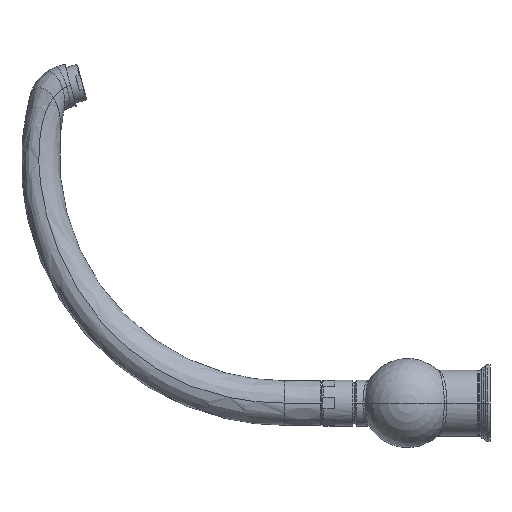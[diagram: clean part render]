
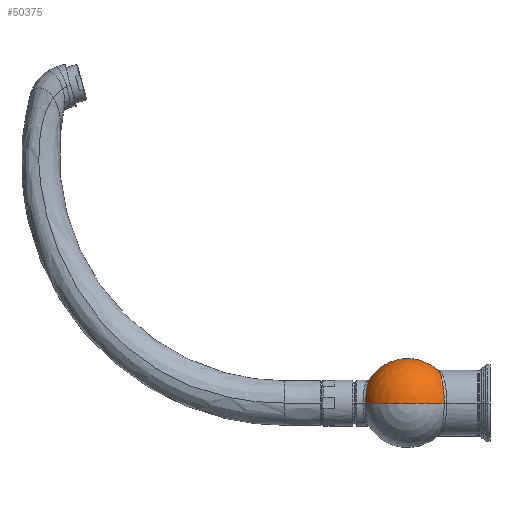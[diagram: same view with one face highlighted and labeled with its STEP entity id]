
A CAD part, left-side view. The second image highlights one B-rep face of the part: STEP entity #50375.
In plain terms, the highlighted spherical face has radius 29 mm.
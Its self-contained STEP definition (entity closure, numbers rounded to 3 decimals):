
#16108=CARTESIAN_POINT('',(-16.29,27.113,
0.));
#16160=CARTESIAN_POINT('',(-16.29,27.113,
0.));
#16161=CARTESIAN_POINT('',(-16.29,27.113,
0.356));
#16162=CARTESIAN_POINT('',(-16.266,27.108,
1.068));
#16163=CARTESIAN_POINT('',(-16.158,27.085,
2.141));
#16164=CARTESIAN_POINT('',(-15.976,27.048,
3.208));
#16165=CARTESIAN_POINT('',(-15.721,26.995,
4.263));
#16166=CARTESIAN_POINT('',(-15.394,26.927,
5.3));
#16167=CARTESIAN_POINT('',(-14.998,26.844,
6.311));
#16168=CARTESIAN_POINT('',(-14.532,26.747,
7.295));
#16169=CARTESIAN_POINT('',(-13.996,26.634,
8.252));
#16170=CARTESIAN_POINT('',(-13.392,26.506,
9.176));
#16171=CARTESIAN_POINT('',(-12.721,26.364,
10.059));
#16172=CARTESIAN_POINT('',(-11.988,26.207,
10.896));
#16173=CARTESIAN_POINT('',(-11.197,26.037,
11.682));
#16174=CARTESIAN_POINT('',(-10.351,25.854,
12.411));
#16175=CARTESIAN_POINT('',(-9.455,25.659,
13.081));
#16176=CARTESIAN_POINT('',(-8.512,25.452,
13.686));
#16177=CARTESIAN_POINT('',(-7.527,25.234,
14.225));
#16178=CARTESIAN_POINT('',(-6.846,25.082,
14.537));
#16179=CARTESIAN_POINT('',(-6.5,25.004,
14.681));
#16181=CARTESIAN_POINT('',(-6.5,0.,0.));
#16182=DIRECTION('',(1.,0.,0.));
#16183=DIRECTION('',(0.,0.862,0.506));
#16184=AXIS2_PLACEMENT_3D('',#16181,#16182,#16183);
#16186=CARTESIAN_POINT('',(-6.5,-19.87,
21.117));
#16187=CARTESIAN_POINT('',(-6.958,-20.,
20.984));
#16188=CARTESIAN_POINT('',(-7.865,-20.253,
20.689));
#16189=CARTESIAN_POINT('',(-9.191,-20.618,
20.161));
#16190=CARTESIAN_POINT('',(-10.478,-20.965,
19.548));
#16191=CARTESIAN_POINT('',(-11.719,-21.294,
18.856));
#16192=CARTESIAN_POINT('',(-12.909,-21.606,
18.087));
#16193=CARTESIAN_POINT('',(-14.045,-21.899,
17.246));
#16194=CARTESIAN_POINT('',(-15.124,-22.173,
16.333));
#16195=CARTESIAN_POINT('',(-16.143,-22.43,
15.352));
#16196=CARTESIAN_POINT('',(-17.092,-22.666,
14.314));
#16197=CARTESIAN_POINT('',(-17.96,-22.88,
13.233));
#16198=CARTESIAN_POINT('',(-18.745,-23.072,
12.119));
#16199=CARTESIAN_POINT('',(-19.445,-23.241,
10.986));
#16200=CARTESIAN_POINT('',(-20.061,-23.39,
9.837));
#16201=CARTESIAN_POINT('',(-20.603,-23.519,
8.67));
#16202=CARTESIAN_POINT('',(-21.072,-23.631,
7.482));
#16203=CARTESIAN_POINT('',(-21.469,-23.725,
6.274));
#16204=CARTESIAN_POINT('',(-21.796,-23.802,
5.048));
#16205=CARTESIAN_POINT('',(-22.052,-23.862,
3.803));
#16206=CARTESIAN_POINT('',(-22.236,-23.906,
2.54));
#16207=CARTESIAN_POINT('',(-22.347,-23.932,
1.268));
#16208=CARTESIAN_POINT('',(-22.371,-23.937,
0.423));
#16209=CARTESIAN_POINT('',(-22.371,-23.937,
0.));
#16211=CARTESIAN_POINT('',(-6.,0.,0.));
#16212=DIRECTION('',(0.,0.,-1.));
#16213=DIRECTION('',(-0.565,-0.825,0.));
#16214=AXIS2_PLACEMENT_3D('',#16211,#16212,#16213);
#16216=CARTESIAN_POINT('',(-6.,0.,0.));
#16217=DIRECTION('',(0.,0.,1.));
#16218=DIRECTION('',(-0.355,0.935,0.));
#16219=AXIS2_PLACEMENT_3D('',#16216,#16217,#16218);
#19917=VERTEX_POINT('',#16108);
#19919=VERTEX_POINT('',#16179);
#19921=VERTEX_POINT('',#16186);
#19922=VERTEX_POINT('',#16209);
#19929=CARTESIAN_POINT('',(-35.,0.,0.));
#19930=VERTEX_POINT('',#19929);
#50362=CARTESIAN_POINT('',(-6.,0.,0.));
#50363=DIRECTION('',(-1.,0.,0.));
#50364=DIRECTION('',(0.,1.,0.));
#50365=AXIS2_PLACEMENT_3D('',#50362,#50363,#50364);
#50366=SPHERICAL_SURFACE('',#50365,29.);
#50367=ORIENTED_EDGE('',*,*,#50346,.T.);
#50368=ORIENTED_EDGE('',*,*,#49766,.T.);
#50370=ORIENTED_EDGE('',*,*,#50369,.T.);
#50371=ORIENTED_EDGE('',*,*,#50047,.T.);
#50372=ORIENTED_EDGE('',*,*,#50045,.F.);
#50373=EDGE_LOOP('',(#50367,#50368,#50370,#50371,#50372));
#50374=FACE_OUTER_BOUND('',#50373,.F.);
#50375=ADVANCED_FACE('',(#50374),#50366,.T.);
#16180=B_SPLINE_CURVE_WITH_KNOTS('',3,(#16160,#16161,#16162,#16163,#16164,
#16165,#16166,#16167,#16168,#16169,#16170,#16171,#16172,#16173,#16174,#16175,
#16176,#16177,#16178,#16179),.UNSPECIFIED.,.F.,.F.,(4,1,1,1,1,1,1,1,1,1,1,1,1,1,
1,1,1,4),(0.,0.059,0.118,0.176,
0.235,0.294,0.353,0.412,
0.471,0.529,0.588,0.647,
0.706,0.765,0.824,0.882,
0.941,1.),.UNSPECIFIED.);
#16185=CIRCLE('',#16184,28.996);
#16210=B_SPLINE_CURVE_WITH_KNOTS('',3,(#16186,#16187,#16188,#16189,#16190,
#16191,#16192,#16193,#16194,#16195,#16196,#16197,#16198,#16199,#16200,#16201,
#16202,#16203,#16204,#16205,#16206,#16207,#16208,#16209),.UNSPECIFIED.,.F.,.F.,(
4,1,1,1,1,1,1,1,1,1,1,1,1,1,1,1,1,1,1,1,1,4),(0.,0.048,
0.095,0.143,0.19,0.238,
0.286,0.333,0.381,0.429,
0.476,0.524,0.571,0.619,
0.667,0.714,0.762,0.81,
0.857,0.905,0.952,1.),.UNSPECIFIED.);
#16215=CIRCLE('',#16214,29.);
#16220=CIRCLE('',#16219,29.);
#49766=EDGE_CURVE('',#19919,#19921,#16185,.T.);
#50045=EDGE_CURVE('',#19917,#19930,#16220,.T.);
#50047=EDGE_CURVE('',#19922,#19930,#16215,.T.);
#50346=EDGE_CURVE('',#19917,#19919,#16180,.T.);
#50369=EDGE_CURVE('',#19921,#19922,#16210,.T.);
